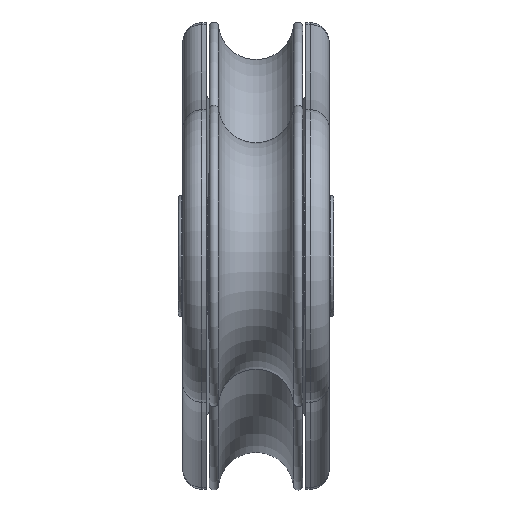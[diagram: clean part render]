
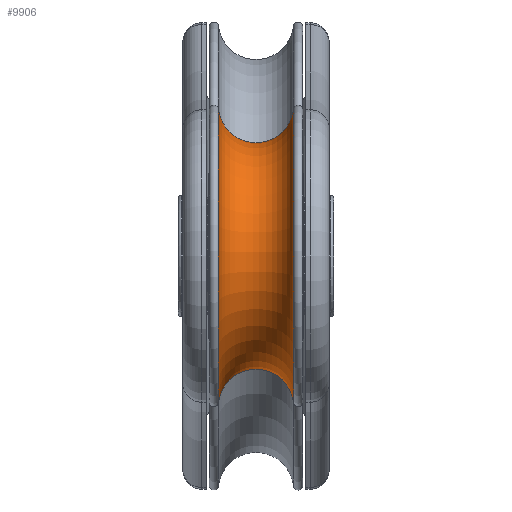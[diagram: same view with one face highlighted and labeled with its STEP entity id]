
A CAD part, front view. The second image highlights one B-rep face of the part: STEP entity #9906.
In plain terms, the highlighted toroidal (fillet/blend) face has major radius 32 mm and minor radius 8 mm.
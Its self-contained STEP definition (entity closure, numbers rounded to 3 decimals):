
#755=TOROIDAL_SURFACE('',#10747,32.,8.);
#989=FACE_OUTER_BOUND('',#1627,.T.);
#1627=EDGE_LOOP('',(#7170,#7171,#7172,#7173));
#3259=CIRCLE('',#10742,31.13);
#3260=CIRCLE('',#10745,31.13);
#3262=CIRCLE('',#10748,8.);
#4184=VERTEX_POINT('',#16116);
#4185=VERTEX_POINT('',#16121);
#5302=EDGE_CURVE('',#4184,#4184,#3259,.T.);
#5303=EDGE_CURVE('',#4185,#4185,#3260,.T.);
#5305=EDGE_CURVE('',#4185,#4184,#3262,.T.);
#7170=ORIENTED_EDGE('',*,*,#5303,.T.);
#7171=ORIENTED_EDGE('',*,*,#5305,.T.);
#7172=ORIENTED_EDGE('',*,*,#5302,.F.);
#7173=ORIENTED_EDGE('',*,*,#5305,.F.);
#9906=ADVANCED_FACE('',(#989),#755,.F.);
#10742=AXIS2_PLACEMENT_3D('',#16118,#12583,#12584);
#10745=AXIS2_PLACEMENT_3D('',#16122,#12589,#12590);
#10747=AXIS2_PLACEMENT_3D('',#16124,#12593,#12594);
#10748=AXIS2_PLACEMENT_3D('',#16125,#12595,#12596);
#12583=DIRECTION('center_axis',(1.,0.,0.));
#12584=DIRECTION('ref_axis',(0.,0.743,-0.669));
#12589=DIRECTION('center_axis',(1.,0.,0.));
#12590=DIRECTION('ref_axis',(0.,0.743,-0.669));
#12593=DIRECTION('center_axis',(1.,0.,0.));
#12594=DIRECTION('ref_axis',(0.,0.743,-0.669));
#12595=DIRECTION('center_axis',(0.,-0.669,
-0.743));
#12596=DIRECTION('ref_axis',(0.,-0.743,0.669));
#16116=CARTESIAN_POINT('',(7.953,-110.134,20.83));
#16118=CARTESIAN_POINT('Origin',(7.953,-87.,0.));
#16121=CARTESIAN_POINT('',(-7.953,-110.134,20.83));
#16122=CARTESIAN_POINT('Origin',(-7.953,-87.,0.));
#16124=CARTESIAN_POINT('Origin',(0.,-87.,0.));
#16125=CARTESIAN_POINT('Origin',(0.,-110.781,
21.412));
